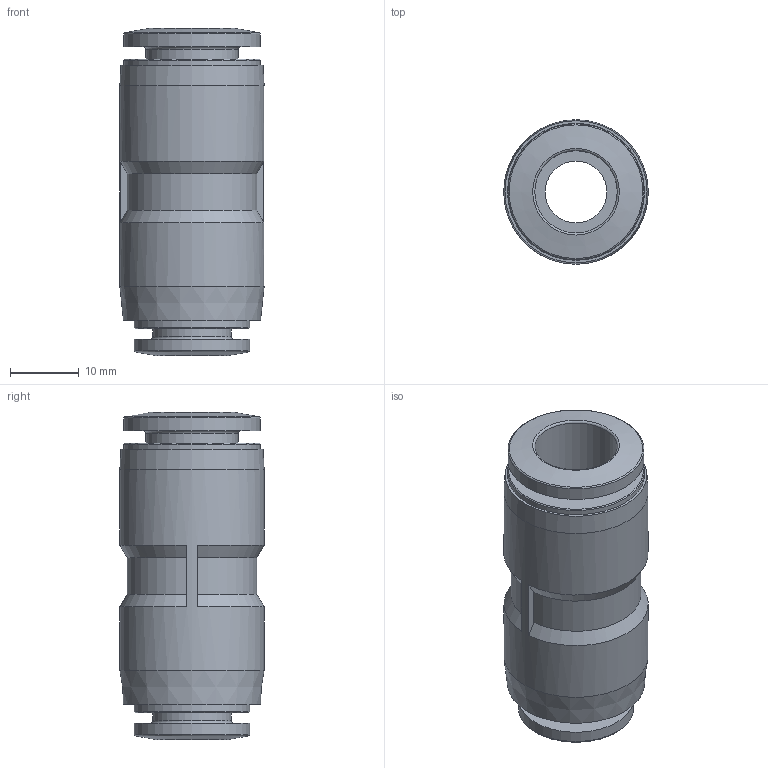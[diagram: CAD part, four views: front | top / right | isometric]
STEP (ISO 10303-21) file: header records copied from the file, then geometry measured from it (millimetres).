
FILE_DESCRIPTION(/* description */ ('STEP AP214'),/* implementation_level */ '2;1');
FILE_NAME(/* name */ '130694_QS-12-10-20',/* time_stamp */ '2024-09-14T06:20:06+02:00',/* author */ ('License CC BY-ND 4.0'),/* organization */ ('CADENAS'),/* preprocessor_version */ 'ST-DEVELOPER v19.3',/* originating_system */ 'PARTsolutions',/* authorisation */ ' ');
FILE_SCHEMA (('AUTOMOTIVE_DESIGN {1 0 10303 214 3 1 1}'));
Length unit declared in the file: millimetre
Products named in the file (1): 130694 QS-12-10-20
Bounding box: 21 x 21 x 47.6 mm (x, y, z)
Volume: 10028.6 mm3; surface area: 5624 mm2
Topology: 1 solids, 1 shells, 40 faces, 78 edges, 48 vertices
Faces by surface type: cylinder 12, plane 12, cone 10, torus 6
Full cylindrical faces by diameter (mm): 9 x1, 10 x1, 11.4 x1, 12 x1, 13.4 x1, 16.8 x2, 19.8 x1, 19.95 x1, 21 x1
Entity records: 1213 total; most frequent: DIRECTION 166, CARTESIAN_POINT 165, ORIENTED_EDGE 108, AXIS2_PLACEMENT_3D 79, EDGE_LOOP 72, FACE_BOUND 72, EDGE_CURVE 54, VERTEX_POINT 46
